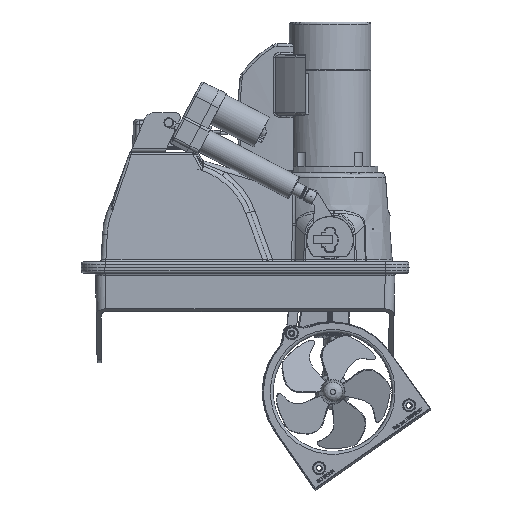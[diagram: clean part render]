
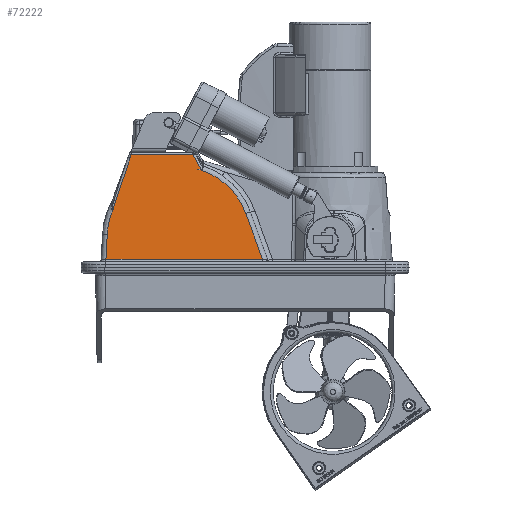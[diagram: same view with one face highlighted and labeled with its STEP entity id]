
A CAD part, front view. The second image highlights one B-rep face of the part: STEP entity #72222.
In plain terms, the highlighted planar face has unit normal (0, -0.999, 0.052).
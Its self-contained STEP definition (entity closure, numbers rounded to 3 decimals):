
#2930=ELLIPSE('',#77965,150.206,150.);
#2931=ELLIPSE('',#77966,150.206,150.);
#4156=PLANE('',#77964);
#7669=FACE_OUTER_BOUND('',#12260,.T.);
#12260=EDGE_LOOP('',(#59952,#59953,#59954,#59955,#59956,#59957,#59958,#59959,
#59960,#59961,#59962,#59963));
#16996=LINE('',#167291,#22147);
#17025=LINE('',#167751,#22176);
#17027=LINE('',#167761,#22178);
#17093=LINE('',#169570,#22244);
#17108=LINE('',#169903,#22259);
#17109=LINE('',#169904,#22260);
#17110=LINE('',#169906,#22261);
#17111=LINE('',#169910,#22262);
#22147=VECTOR('',#91394,0.701);
#22176=VECTOR('',#91441,53.081);
#22178=VECTOR('',#91451,102.698);
#22244=VECTOR('',#91809,7.293);
#22259=VECTOR('',#91888,1.626);
#22260=VECTOR('',#91889,128.643);
#22261=VECTOR('',#91892,328.605);
#22262=VECTOR('',#91895,6.882);
#28056=B_SPLINE_CURVE_WITH_KNOTS('',3,(#169873,#169874,#169875,#169876,
#169877,#169878,#169879,#169880,#169881),.UNSPECIFIED.,.F.,.F.,(4,1,1,1,
1,1,4),(-0.417,-0.037,0.373,1.194,
2.835,6.118,11.043),.UNSPECIFIED.);
#28058=B_SPLINE_CURVE_WITH_KNOTS('',3,(#169911,#169912,#169913,#169914,
#169915,#169916),.UNSPECIFIED.,.F.,.F.,(4,1,1,4),(0.089,1.569,
2.555,3.463),.UNSPECIFIED.);
#33011=VERTEX_POINT('',#167281);
#33013=VERTEX_POINT('',#167290);
#33060=VERTEX_POINT('',#167748);
#33061=VERTEX_POINT('',#167750);
#33063=VERTEX_POINT('',#167755);
#33065=VERTEX_POINT('',#167759);
#33201=VERTEX_POINT('',#169566);
#33202=VERTEX_POINT('',#169568);
#33222=VERTEX_POINT('',#169901);
#33223=VERTEX_POINT('',#169902);
#33224=VERTEX_POINT('',#169907);
#33225=VERTEX_POINT('',#169909);
#42236=EDGE_CURVE('',#33011,#33013,#16996,.T.);
#42296=EDGE_CURVE('',#33060,#33061,#17025,.T.);
#42301=EDGE_CURVE('',#33065,#33063,#17027,.T.);
#42523=EDGE_CURVE('',#33202,#33201,#17093,.T.);
#42555=EDGE_CURVE('',#33013,#33202,#28056,.T.);
#42564=EDGE_CURVE('',#33222,#33223,#17108,.T.);
#42565=EDGE_CURVE('',#33201,#33222,#17109,.T.);
#42566=EDGE_CURVE('',#33061,#33011,#2930,.T.);
#42567=EDGE_CURVE('',#33063,#33060,#17110,.T.);
#42568=EDGE_CURVE('',#33224,#33065,#2931,.T.);
#42569=EDGE_CURVE('',#33225,#33224,#17111,.T.);
#42570=EDGE_CURVE('',#33223,#33225,#28058,.T.);
#59952=ORIENTED_EDGE('',*,*,#42564,.F.);
#59953=ORIENTED_EDGE('',*,*,#42565,.F.);
#59954=ORIENTED_EDGE('',*,*,#42523,.F.);
#59955=ORIENTED_EDGE('',*,*,#42555,.F.);
#59956=ORIENTED_EDGE('',*,*,#42236,.F.);
#59957=ORIENTED_EDGE('',*,*,#42566,.F.);
#59958=ORIENTED_EDGE('',*,*,#42296,.F.);
#59959=ORIENTED_EDGE('',*,*,#42567,.F.);
#59960=ORIENTED_EDGE('',*,*,#42301,.F.);
#59961=ORIENTED_EDGE('',*,*,#42568,.F.);
#59962=ORIENTED_EDGE('',*,*,#42569,.F.);
#59963=ORIENTED_EDGE('',*,*,#42570,.F.);
#72222=ADVANCED_FACE('',(#7669),#4156,.F.);
#77964=AXIS2_PLACEMENT_3D('',#169900,#91886,#91887);
#77965=AXIS2_PLACEMENT_3D('',#169905,#91890,#91891);
#77966=AXIS2_PLACEMENT_3D('',#169908,#91893,#91894);
#91394=DIRECTION('',(-1.,0.,0.));
#91441=DIRECTION('',(0.052,0.052,0.997));
#91451=DIRECTION('',(0.342,-0.049,-0.939));
#91809=DIRECTION('',(0.342,0.049,0.939));
#91886=DIRECTION('center_axis',(0.,0.999,
-0.052));
#91887=DIRECTION('ref_axis',(-1.,0.,0.));
#91888=DIRECTION('',(0.878,-0.025,-0.478));
#91889=DIRECTION('',(1.,0.,0.));
#91890=DIRECTION('center_axis',(0.,0.999,
-0.052));
#91891=DIRECTION('ref_axis',(0.,0.052,0.999));
#91892=DIRECTION('',(-1.,0.,0.));
#91893=DIRECTION('center_axis',(0.,0.999,
-0.052));
#91894=DIRECTION('ref_axis',(0.,0.052,0.999));
#91895=DIRECTION('',(-1.,0.,0.));
#167281=CARTESIAN_POINT('',(-1558.985,60.624,2068.856));
#167290=CARTESIAN_POINT('',(-1559.688,60.624,2068.857));
#167291=CARTESIAN_POINT('',(-1451.282,60.624,2068.857));
#167748=CARTESIAN_POINT('',(-1573.851,55.144,1964.295));
#167750=CARTESIAN_POINT('',(-1571.077,57.918,2017.231));
#167751=CARTESIAN_POINT('',(-1573.314,55.681,1974.533));
#167755=CARTESIAN_POINT('',(-1245.246,55.144,1964.295));
#167759=CARTESIAN_POINT('',(-1280.328,60.196,2060.683));
#167761=CARTESIAN_POINT('',(-1281.745,60.4,2064.575));
#169566=CARTESIAN_POINT('',(-1520.46,66.665,2184.119));
#169568=CARTESIAN_POINT('',(-1522.951,66.306,2177.274));
#169570=CARTESIAN_POINT('',(-1554.021,61.832,2091.909));
#169873=CARTESIAN_POINT('Ctrl Pts',(-1559.688,60.624,
2068.857));
#169874=CARTESIAN_POINT('Ctrl Pts',(-1559.371,60.689,
2070.092));
#169875=CARTESIAN_POINT('Ctrl Pts',(-1558.668,60.823,2072.655));
#169876=CARTESIAN_POINT('Ctrl Pts',(-1557.166,61.092,
2077.793));
#169877=CARTESIAN_POINT('Ctrl Pts',(-1554.333,61.571,
2086.935));
#169878=CARTESIAN_POINT('Ctrl Pts',(-1548.386,62.524,
2105.111));
#169879=CARTESIAN_POINT('Ctrl Pts',(-1537.746,64.15,
2136.133));
#169880=CARTESIAN_POINT('Ctrl Pts',(-1528.559,65.498,
2161.867));
#169881=CARTESIAN_POINT('Ctrl Pts',(-1522.951,66.306,
2177.274));
#169900=CARTESIAN_POINT('Origin',(-1421.282,57.474,2008.752));
#169901=CARTESIAN_POINT('',(-1391.816,66.665,2184.119));
#169902=CARTESIAN_POINT('',(-1390.389,66.624,2183.342));
#169903=CARTESIAN_POINT('',(-1360.085,65.759,2166.846));
#169904=CARTESIAN_POINT('',(-1421.282,66.665,2184.119));
#169905=CARTESIAN_POINT('Origin',(-1421.282,57.507,2009.38));
#169906=CARTESIAN_POINT('',(-1351.557,55.144,1964.295));
#169907=CARTESIAN_POINT('',(-1380.952,65.079,2153.857));
#169908=CARTESIAN_POINT('Origin',(-1421.282,57.507,2009.38));
#169909=CARTESIAN_POINT('',(-1374.07,65.079,2153.857));
#169910=CARTESIAN_POINT('',(-1421.282,65.079,2153.857));
#169911=CARTESIAN_POINT('Ctrl Pts',(-1390.389,66.624,2183.342));
#169912=CARTESIAN_POINT('Ctrl Pts',(-1387.98,66.399,
2179.045));
#169913=CARTESIAN_POINT('Ctrl Pts',(-1383.978,66.023,2171.876));
#169914=CARTESIAN_POINT('Ctrl Pts',(-1378.542,65.508,
2162.046));
#169915=CARTESIAN_POINT('Ctrl Pts',(-1375.513,65.218,2156.514));
#169916=CARTESIAN_POINT('Ctrl Pts',(-1374.07,65.079,2153.857));
